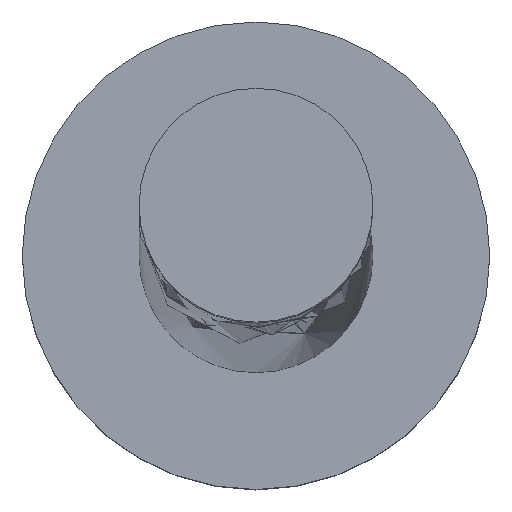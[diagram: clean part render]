
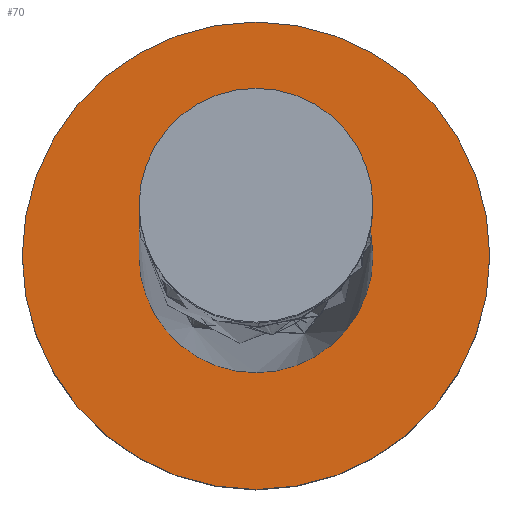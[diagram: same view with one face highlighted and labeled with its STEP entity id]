
A CAD part, top view. The second image highlights one B-rep face of the part: STEP entity #70.
In plain terms, the highlighted planar face has unit normal (0, 0, 1).
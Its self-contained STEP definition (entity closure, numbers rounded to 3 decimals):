
#27 = CARTESIAN_POINT ( 'NONE',  ( -1., 0., 2. ) ) ;
#36 = FACE_BOUND ( 'NONE', #1631, .T. ) ;
#70 = ADVANCED_FACE ( 'NONE', ( #36, #556 ), #718, .T. ) ;
#82 = VERTEX_POINT ( 'NONE', #27 ) ;
#112 = EDGE_CURVE ( 'NONE', #297, #1074, #554, .T. ) ;
#157 = DIRECTION ( 'NONE',  ( 0., 0., 1. ) ) ;
#193 = AXIS2_PLACEMENT_3D ( 'NONE', #957, #1072, #1204 ) ;
#194 = VERTEX_POINT ( 'NONE', #318 ) ;
#200 = DIRECTION ( 'NONE',  ( 0., 0., 1. ) ) ;
#297 = VERTEX_POINT ( 'NONE', #926 ) ;
#302 = CARTESIAN_POINT ( 'NONE',  ( 0., 0., 2. ) ) ;
#318 = CARTESIAN_POINT ( 'NONE',  ( 1., 0., 2. ) ) ;
#356 = EDGE_CURVE ( 'NONE', #82, #194, #1005, .T. ) ;
#397 = AXIS2_PLACEMENT_3D ( 'NONE', #1558, #200, #618 ) ;
#455 = AXIS2_PLACEMENT_3D ( 'NONE', #1202, #824, #1086 ) ;
#554 = CIRCLE ( 'NONE', #1089, 2. ) ;
#556 = FACE_OUTER_BOUND ( 'NONE', #1201, .T. ) ;
#591 = AXIS2_PLACEMENT_3D ( 'NONE', #302, #976, #828 ) ;
#618 = DIRECTION ( 'NONE',  ( 1., 0., 0. ) ) ;
#622 = CIRCLE ( 'NONE', #455, 2. ) ;
#718 = PLANE ( 'NONE',  #193 ) ;
#824 = DIRECTION ( 'NONE',  ( 0., 0., 1. ) ) ;
#828 = DIRECTION ( 'NONE',  ( 1., 0., 0. ) ) ;
#926 = CARTESIAN_POINT ( 'NONE',  ( 2., 0., 2. ) ) ;
#957 = CARTESIAN_POINT ( 'NONE',  ( 0., 0., 2. ) ) ;
#976 = DIRECTION ( 'NONE',  ( 0., 0., 1. ) ) ;
#1005 = CIRCLE ( 'NONE', #591, 1. ) ;
#1057 = ORIENTED_EDGE ( 'NONE', *, *, #356, .F. ) ;
#1072 = DIRECTION ( 'NONE',  ( 0., 0., 1. ) ) ;
#1074 = VERTEX_POINT ( 'NONE', #1333 ) ;
#1086 = DIRECTION ( 'NONE',  ( 1., 0., 0. ) ) ;
#1089 = AXIS2_PLACEMENT_3D ( 'NONE', #1498, #157, #1363 ) ;
#1111 = ORIENTED_EDGE ( 'NONE', *, *, #1662, .T. ) ;
#1201 = EDGE_LOOP ( 'NONE', ( #1111, #1377 ) ) ;
#1202 = CARTESIAN_POINT ( 'NONE',  ( 0., 0., 2. ) ) ;
#1204 = DIRECTION ( 'NONE',  ( 1., 0., 0. ) ) ;
#1333 = CARTESIAN_POINT ( 'NONE',  ( -2., 0., 2. ) ) ;
#1363 = DIRECTION ( 'NONE',  ( 1., 0., 0. ) ) ;
#1377 = ORIENTED_EDGE ( 'NONE', *, *, #112, .T. ) ;
#1498 = CARTESIAN_POINT ( 'NONE',  ( 0., 0., 2. ) ) ;
#1558 = CARTESIAN_POINT ( 'NONE',  ( 0., 0., 2. ) ) ;
#1576 = ORIENTED_EDGE ( 'NONE', *, *, #1604, .F. ) ;
#1604 = EDGE_CURVE ( 'NONE', #194, #82, #1695, .T. ) ;
#1631 = EDGE_LOOP ( 'NONE', ( #1057, #1576 ) ) ;
#1662 = EDGE_CURVE ( 'NONE', #1074, #297, #622, .T. ) ;
#1695 = CIRCLE ( 'NONE', #397, 1. ) ;
